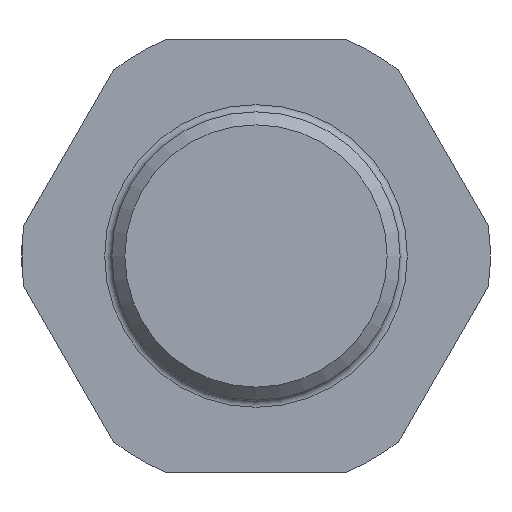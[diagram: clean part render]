
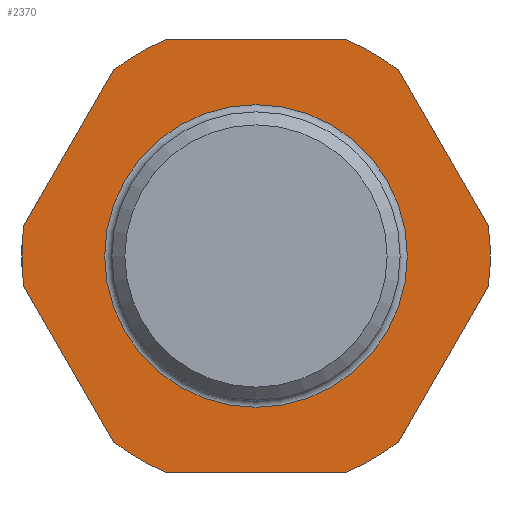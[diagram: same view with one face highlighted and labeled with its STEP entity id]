
A CAD part, left-side view. The second image highlights one B-rep face of the part: STEP entity #2370.
In plain terms, the highlighted planar face has unit normal (-1, 0, 0).
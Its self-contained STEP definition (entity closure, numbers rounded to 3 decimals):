
#60=FACE_BOUND('',#521,.T.);
#125=LINE('',#3602,#218);
#128=LINE('',#3628,#221);
#131=LINE('',#3646,#224);
#134=LINE('',#3683,#227);
#137=LINE('',#3709,#230);
#140=LINE('',#3735,#233);
#218=VECTOR('',#2848,10.);
#221=VECTOR('',#2853,10.);
#224=VECTOR('',#2858,10.);
#227=VECTOR('',#2863,10.);
#230=VECTOR('',#2868,10.);
#233=VECTOR('',#2873,10.);
#384=FACE_OUTER_BOUND('',#520,.T.);
#520=EDGE_LOOP('',(#1497,#1498,#1499,#1500,#1501,#1502,#1503,#1504,#1505,
#1506,#1507,#1508));
#521=EDGE_LOOP('',(#1509,#1510));
#650=CIRCLE('',#2527,16.25);
#653=CIRCLE('',#2531,16.25);
#654=CIRCLE('',#2533,16.25);
#657=CIRCLE('',#2537,16.25);
#658=CIRCLE('',#2539,16.25);
#664=CIRCLE('',#2547,16.25);
#665=CIRCLE('',#2548,10.5);
#666=CIRCLE('',#2549,10.5);
#836=VERTEX_POINT('',#3599);
#837=VERTEX_POINT('',#3601);
#840=VERTEX_POINT('',#3625);
#841=VERTEX_POINT('',#3627);
#844=VERTEX_POINT('',#3643);
#845=VERTEX_POINT('',#3645);
#849=VERTEX_POINT('',#3680);
#850=VERTEX_POINT('',#3682);
#853=VERTEX_POINT('',#3706);
#854=VERTEX_POINT('',#3708);
#857=VERTEX_POINT('',#3732);
#858=VERTEX_POINT('',#3734);
#861=VERTEX_POINT('',#3761);
#862=VERTEX_POINT('',#3762);
#1075=EDGE_CURVE('',#837,#836,#125,.T.);
#1079=EDGE_CURVE('',#841,#840,#128,.T.);
#1083=EDGE_CURVE('',#845,#844,#131,.T.);
#1088=EDGE_CURVE('',#850,#849,#134,.T.);
#1092=EDGE_CURVE('',#854,#853,#137,.T.);
#1096=EDGE_CURVE('',#858,#857,#140,.T.);
#1098=EDGE_CURVE('',#845,#849,#650,.T.);
#1101=EDGE_CURVE('',#858,#844,#653,.T.);
#1102=EDGE_CURVE('',#841,#853,#654,.T.);
#1105=EDGE_CURVE('',#850,#840,#657,.T.);
#1106=EDGE_CURVE('',#837,#857,#658,.T.);
#1112=EDGE_CURVE('',#854,#836,#664,.T.);
#1113=EDGE_CURVE('',#861,#862,#665,.T.);
#1114=EDGE_CURVE('',#862,#861,#666,.T.);
#1497=ORIENTED_EDGE('',*,*,#1075,.T.);
#1498=ORIENTED_EDGE('',*,*,#1112,.F.);
#1499=ORIENTED_EDGE('',*,*,#1092,.T.);
#1500=ORIENTED_EDGE('',*,*,#1102,.F.);
#1501=ORIENTED_EDGE('',*,*,#1079,.T.);
#1502=ORIENTED_EDGE('',*,*,#1105,.F.);
#1503=ORIENTED_EDGE('',*,*,#1088,.T.);
#1504=ORIENTED_EDGE('',*,*,#1098,.F.);
#1505=ORIENTED_EDGE('',*,*,#1083,.T.);
#1506=ORIENTED_EDGE('',*,*,#1101,.F.);
#1507=ORIENTED_EDGE('',*,*,#1096,.T.);
#1508=ORIENTED_EDGE('',*,*,#1106,.F.);
#1509=ORIENTED_EDGE('',*,*,#1113,.T.);
#1510=ORIENTED_EDGE('',*,*,#1114,.T.);
#2164=PLANE('',#2546);
#2370=ADVANCED_FACE('',(#384,#60),#2164,.T.);
#2527=AXIS2_PLACEMENT_3D('',#3738,#2877,#2878);
#2531=AXIS2_PLACEMENT_3D('',#3742,#2885,#2886);
#2533=AXIS2_PLACEMENT_3D('',#3744,#2889,#2890);
#2537=AXIS2_PLACEMENT_3D('',#3748,#2897,#2898);
#2539=AXIS2_PLACEMENT_3D('',#3750,#2901,#2902);
#2546=AXIS2_PLACEMENT_3D('',#3759,#2915,#2916);
#2547=AXIS2_PLACEMENT_3D('',#3760,#2917,#2918);
#2548=AXIS2_PLACEMENT_3D('',#3763,#2919,#2920);
#2549=AXIS2_PLACEMENT_3D('',#3764,#2921,#2922);
#2848=DIRECTION('',(0.,-0.5,-0.866));
#2853=DIRECTION('',(0.,-0.5,0.866));
#2858=DIRECTION('',(0.,1.,0.));
#2863=DIRECTION('',(0.,0.5,0.866));
#2868=DIRECTION('',(0.,-1.,0.));
#2873=DIRECTION('',(0.,0.5,-0.866));
#2877=DIRECTION('center_axis',(1.,0.,0.));
#2878=DIRECTION('ref_axis',(0.,0.,-1.));
#2885=DIRECTION('center_axis',(1.,0.,0.));
#2886=DIRECTION('ref_axis',(0.,0.,-1.));
#2889=DIRECTION('center_axis',(1.,0.,0.));
#2890=DIRECTION('ref_axis',(0.,0.,-1.));
#2897=DIRECTION('center_axis',(1.,0.,0.));
#2898=DIRECTION('ref_axis',(0.,0.,-1.));
#2901=DIRECTION('center_axis',(1.,0.,0.));
#2902=DIRECTION('ref_axis',(0.,0.,-1.));
#2915=DIRECTION('center_axis',(-1.,0.,0.));
#2916=DIRECTION('ref_axis',(0.,0.,1.));
#2917=DIRECTION('center_axis',(1.,0.,0.));
#2918=DIRECTION('ref_axis',(0.,0.,-1.));
#2919=DIRECTION('center_axis',(1.,0.,0.));
#2920=DIRECTION('ref_axis',(0.,0.,-1.));
#2921=DIRECTION('center_axis',(1.,0.,0.));
#2922=DIRECTION('ref_axis',(0.,0.,-1.));
#3599=CARTESIAN_POINT('',(-2.65,9.865,-12.913));
#3601=CARTESIAN_POINT('',(-2.65,16.115,-2.087));
#3602=CARTESIAN_POINT('',(-2.65,16.584,-1.275));
#3625=CARTESIAN_POINT('',(-2.65,-16.115,-2.087));
#3627=CARTESIAN_POINT('',(-2.65,-9.865,-12.913));
#3628=CARTESIAN_POINT('',(-2.65,-9.397,-13.725));
#3643=CARTESIAN_POINT('',(-2.65,6.25,15.));
#3645=CARTESIAN_POINT('',(-2.65,-6.25,15.));
#3646=CARTESIAN_POINT('',(-2.65,5.,15.));
#3680=CARTESIAN_POINT('',(-2.65,-9.865,12.913));
#3682=CARTESIAN_POINT('',(-2.65,-16.115,2.087));
#3683=CARTESIAN_POINT('',(-2.65,-12.522,8.312));
#3706=CARTESIAN_POINT('',(-2.65,-6.25,-15.));
#3708=CARTESIAN_POINT('',(-2.65,6.25,-15.));
#3709=CARTESIAN_POINT('',(-2.65,11.25,-15.));
#3732=CARTESIAN_POINT('',(-2.65,16.115,2.087));
#3734=CARTESIAN_POINT('',(-2.65,9.865,12.913));
#3735=CARTESIAN_POINT('',(-2.65,13.459,6.688));
#3738=CARTESIAN_POINT('Origin',(-2.65,0.,0.));
#3742=CARTESIAN_POINT('Origin',(-2.65,0.,0.));
#3744=CARTESIAN_POINT('Origin',(-2.65,0.,0.));
#3748=CARTESIAN_POINT('Origin',(-2.65,0.,0.));
#3750=CARTESIAN_POINT('Origin',(-2.65,0.,0.));
#3759=CARTESIAN_POINT('Origin',(-2.65,16.25,0.));
#3760=CARTESIAN_POINT('Origin',(-2.65,0.,0.));
#3761=CARTESIAN_POINT('',(-2.65,10.5,0.));
#3762=CARTESIAN_POINT('',(-2.65,0.,10.5));
#3763=CARTESIAN_POINT('Origin',(-2.65,0.,0.));
#3764=CARTESIAN_POINT('Origin',(-2.65,0.,0.));
